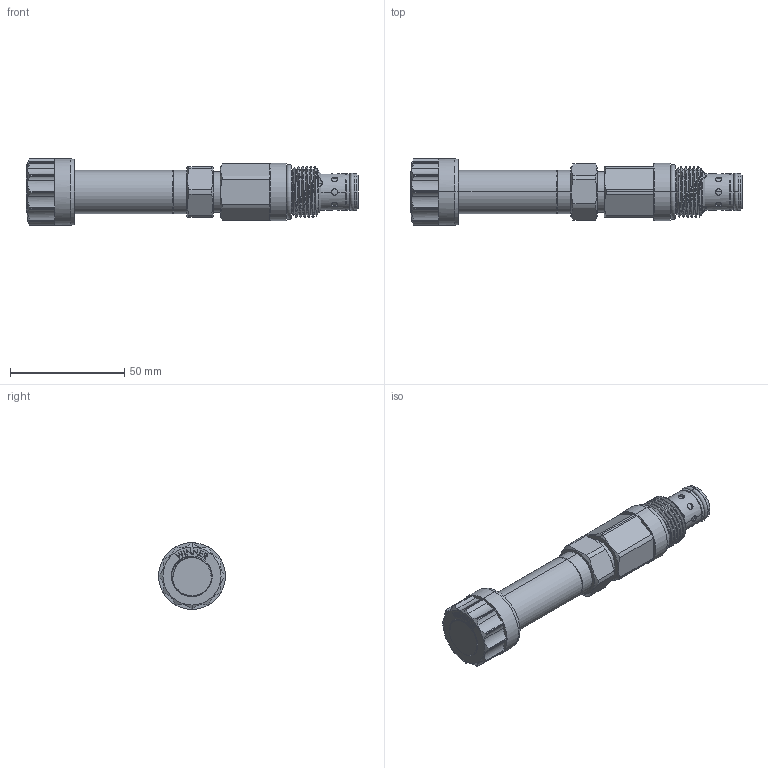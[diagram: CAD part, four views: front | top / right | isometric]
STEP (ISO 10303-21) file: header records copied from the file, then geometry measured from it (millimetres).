
FILE_DESCRIPTION (( 'STEP AP203' ), '1' );
FILE_NAME ('PRP10W2D-N-B1.STEP', '2023-12-26T00:38:40', ( '' ), ( '' ), 'SwSTEP 2.0', 'SolidWorks 2018', '' );
FILE_SCHEMA (( 'CONFIG_CONTROL_DESIGN' ));
Length unit declared in the file: millimetre
Products named in the file (1): PRP10W2D-N-B1
Bounding box: 145.24 x 29.2 x 29.2 mm (x, y, z)
Volume: 53277.3 mm3; surface area: 13279.9 mm2
Topology: 1 solids, 1 shells, 327 faces, 832 edges, 535 vertices
Faces by surface type: cylinder 139, plane 119, cone 37, bspline 14, torus 12, sphere 6
Entity records: 14049 total; most frequent: CARTESIAN_POINT 6332, ORIENTED_EDGE 1664, DIRECTION 1513, EDGE_CURVE 832, AXIS2_PLACEMENT_3D 566, VERTEX_POINT 535, LINE 381, VECTOR 381
